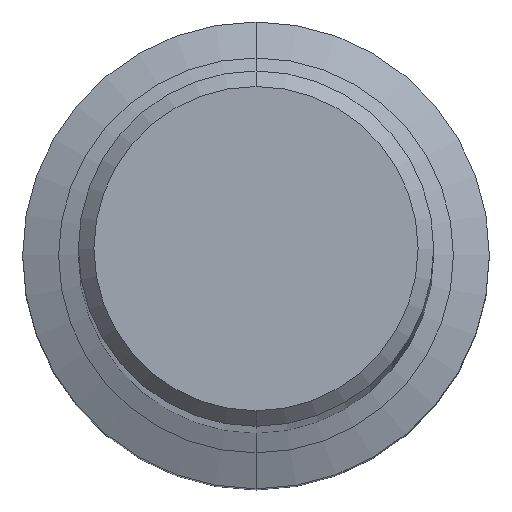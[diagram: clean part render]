
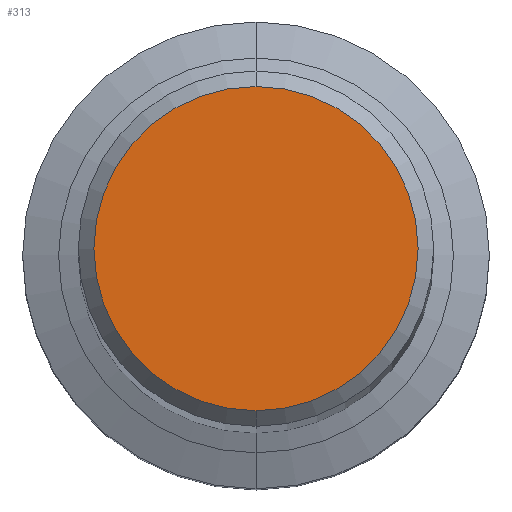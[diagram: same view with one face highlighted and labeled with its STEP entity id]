
A CAD part, top view. The second image highlights one B-rep face of the part: STEP entity #313.
In plain terms, the highlighted planar face has unit normal (0, 0, 1).
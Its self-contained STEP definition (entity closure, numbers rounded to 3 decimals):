
#309=VERTEX_POINT('',#678);
#313=ADVANCED_FACE('',(#682),#683,.T.);
#381=EDGE_CURVE('',#483,#309,#756,.T.);
#445=EDGE_CURVE('',#309,#483,#829,.T.);
#483=VERTEX_POINT('',#870);
#678=CARTESIAN_POINT('',(0.0,6.25,0.0));
#682=FACE_OUTER_BOUND('',#1170,.T.);
#683=PLANE('',#1171);
#756=CIRCLE('',#1373,6.25);
#829=CIRCLE('',#1475,6.25);
#870=CARTESIAN_POINT('',(0.,-6.25,0.0));
#1170=EDGE_LOOP('',(#1864,#1865));
#1171=AXIS2_PLACEMENT_3D('',#1866,#1867,#1868);
#1373=AXIS2_PLACEMENT_3D('',#1922,#1923,#1924);
#1475=AXIS2_PLACEMENT_3D('',#2024,#2025,#2026);
#1864=ORIENTED_EDGE('',*,*,#445,.F.);
#1865=ORIENTED_EDGE('',*,*,#381,.F.);
#1866=CARTESIAN_POINT('',(0.0,3.125,0.0));
#1867=DIRECTION('',(-0.0,0.0,1.0));
#1868=DIRECTION('',(0.0,-1.0,0.0));
#1922=CARTESIAN_POINT('',(0.0,0.0,0.0));
#1923=DIRECTION('',(0.0,0.0,-1.0));
#1924=DIRECTION('',(0.0,1.0,0.0));
#2024=CARTESIAN_POINT('',(0.0,0.0,0.0));
#2025=DIRECTION('',(0.0,0.0,-1.0));
#2026=DIRECTION('',(0.0,1.0,0.0));
